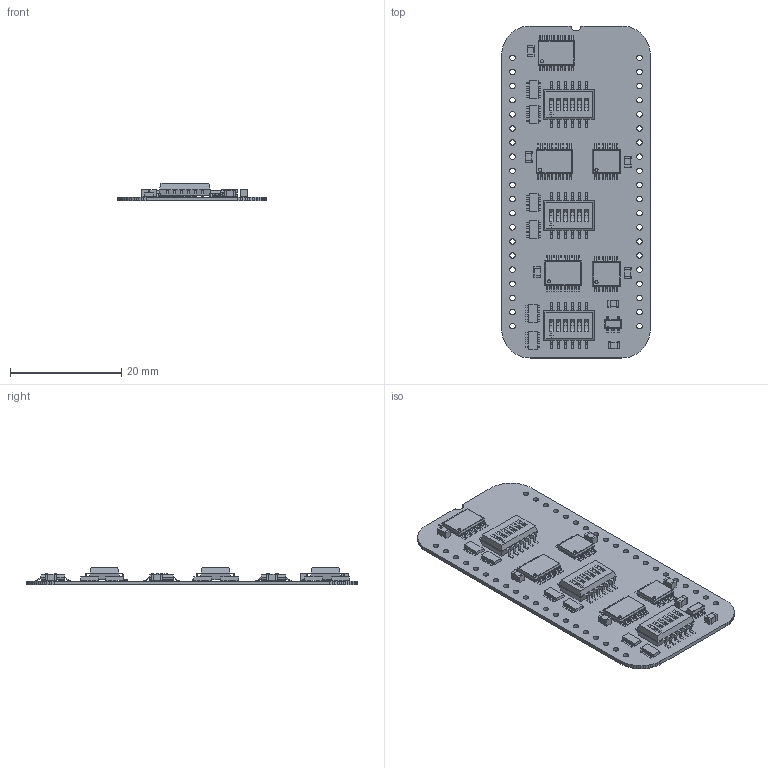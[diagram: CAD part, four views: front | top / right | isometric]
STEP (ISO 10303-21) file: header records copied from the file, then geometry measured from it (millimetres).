
FILE_DESCRIPTION(('KiCad electronic assembly'),'2;1');
FILE_NAME('Clock Hold Select.step','2024-02-16T14:40:07',('Pcbnew'),( 'Kicad'),'Open CASCADE STEP processor 7.6','KiCad to STEP converter' ,'Unknown');
FILE_SCHEMA(('AUTOMOTIVE_DESIGN { 1 0 10303 214 1 1 1 1 }'));
Length unit declared in the file: millimetre
Products named in the file (14): Clock Hold Select 1; C_0805_2012Metric; SOLID; CAY16-470J4LF; COMPOUND; AP7365-33WG-7; SW_DIP_SPSTx06_Slide_KingTek_DSHP06TS_W7.62mm_P1.27mm; 74LVC74APW,118; 74LVC273PW,118; Clock Hold Select PCB
Assembly tree (29 placements, depth 3):
  Clock Hold Select 1
    C_0805_2012Metric  x7
      SOLID
    CAY16-470J4LF  x6
      COMPOUND
    AP7365-33WG-7
      COMPOUND
    SW_DIP_SPSTx06_Slide_KingTek_DSHP06TS_W7.62mm_P1.27mm  x3
      SOLID
    74LVC74APW,118  x2
      COMPOUND
    74LVC273PW,118  x3
      COMPOUND
    Clock Hold Select PCB
Bounding box: 26.67 x 59.69 x 3.18 mm (x, y, z)
Volume: 1532.1 mm3; surface area: 4542.2 mm2
Topology: 164 solids, 164 shells, 2838 faces, 7080 edges, 4611 vertices
Faces by surface type: plane 2129, cylinder 601, bspline 108
Full cylindrical faces by diameter (mm): 0.2 x1, 0.55 x5, 1 x40
Entity records: 71812 total; most frequent: CARTESIAN_POINT 14008, DIRECTION 10366, LINE 7123, VECTOR 7123, ORIENTED_EDGE 5462, PCURVE 5462, DEFINITIONAL_REPRESENTATION 5462, EDGE_CURVE 2731
